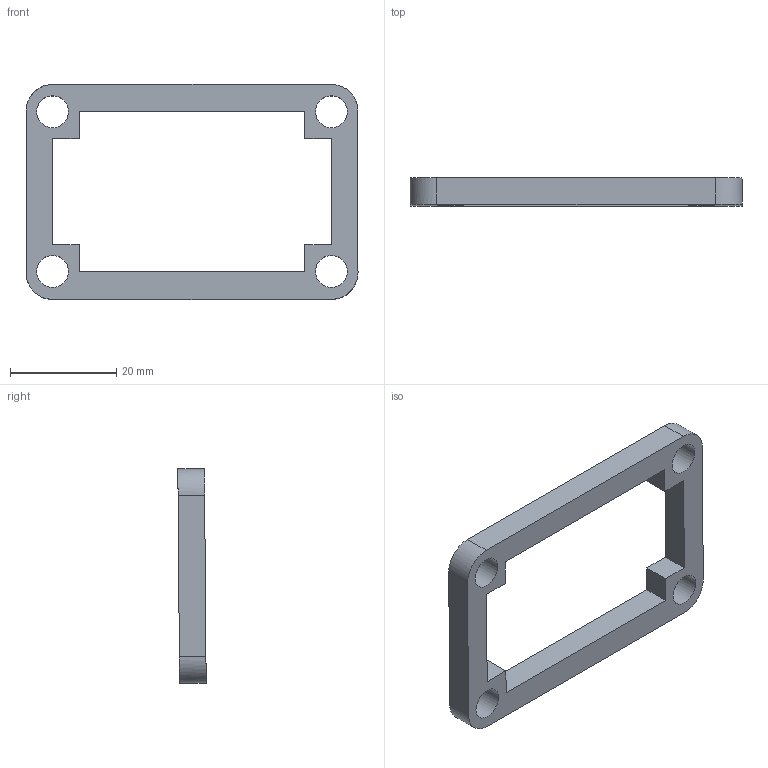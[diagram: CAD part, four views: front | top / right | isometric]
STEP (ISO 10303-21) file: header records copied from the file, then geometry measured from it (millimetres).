
FILE_DESCRIPTION(/* description */ (''),/* implementation_level */ '2;1');
FILE_NAME(/* name */ 'Joint_3_Spacer.step',/* time_stamp */ '2025-04-06T20:18:26-04:00',/* author */ (''),/* organization */ (''),/* preprocessor_version */ 'ST-DEVELOPER v20.1',/* originating_system */ 'Autodesk Translation Framework v14.4.0.0',/* authorisation */ '');
FILE_SCHEMA (('AUTOMOTIVE_DESIGN { 1 0 10303 214 3 1 1 }'));
Length unit declared in the file: millimetre
Products named in the file (3): armatron_7; Shoulder Joint; Wire Box (2)
Assembly tree (2 placements, depth 3):
  armatron_7
    Shoulder Joint
      Wire Box (2)
Bounding box: 62.41 x 5.32 x 40.43 mm (x, y, z)
Volume: 4564.5 mm3; surface area: 4013.1 mm2
Topology: 1 solids, 1 shells, 26 faces, 72 edges, 48 vertices
Faces by surface type: plane 18, cylinder 4, bspline 4
Full cylindrical faces by diameter (mm): 6 x4
Entity records: 1242 total; most frequent: CARTESIAN_POINT 483, ORIENTED_EDGE 144, DIRECTION 126, EDGE_CURVE 72, LINE 56, VECTOR 56, VERTEX_POINT 48, EDGE_LOOP 36
